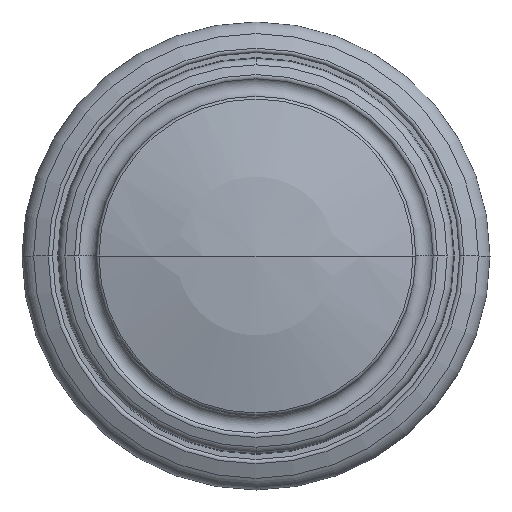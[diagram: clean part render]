
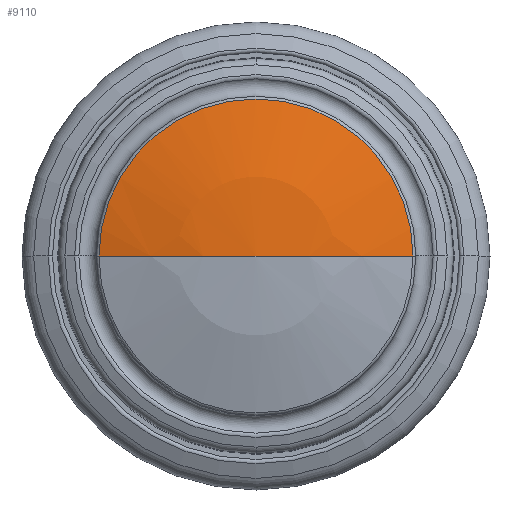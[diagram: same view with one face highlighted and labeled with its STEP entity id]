
A CAD part, front view. The second image highlights one B-rep face of the part: STEP entity #9110.
In plain terms, the highlighted spherical face has radius 25.543 mm.
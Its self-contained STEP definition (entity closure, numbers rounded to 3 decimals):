
#8660=CARTESIAN_POINT('',(29.164,-2.133,
0.));
#8670=VERTEX_POINT('',#8660);
#8700=CARTESIAN_POINT('',(36.88,-2.133,
0.));
#8710=DIRECTION('',(0.,-1.,0.));
#8720=DIRECTION('',(-1.,0.,0.));
#8730=AXIS2_PLACEMENT_3D('',#8700,#8710,#8720);
#8740=CIRCLE('',#8730,7.715);
#8750=CARTESIAN_POINT('',(44.595,-2.133,
0.));
#8760=VERTEX_POINT('',#8750);
#8910=CARTESIAN_POINT('',(36.88,22.217,
0.));
#8920=DIRECTION('',(0.,1.,0.));
#8930=DIRECTION('',(-1.,0.,0.));
#8940=AXIS2_PLACEMENT_3D('',#8910,#8920,#8930);
#8950=SPHERICAL_SURFACE('',#8940,25.543);
#8960=CARTESIAN_POINT('',(36.88,22.217,
0.));
#8970=DIRECTION('',(0.,0.,-1.));
#8980=DIRECTION('',(1.,-0.,0.));
#8990=AXIS2_PLACEMENT_3D('',#8960,#8970,#8980);
#9000=CIRCLE('',#8990,25.543);
#9010=CARTESIAN_POINT('',(36.88,-3.326,
0.));
#9020=VERTEX_POINT('',#9010);
#9030=EDGE_CURVE('',#9020,#8670,#9000,.T.);
#9040=ORIENTED_EDGE('',*,*,#9030,.F.);
#9050=EDGE_CURVE('',#8760,#8670,#8740,.T.);
#9060=ORIENTED_EDGE('',*,*,#9050,.T.);
#9070=EDGE_CURVE('',#8760,#9020,#9000,.T.);
#9080=ORIENTED_EDGE('',*,*,#9070,.F.);
#9090=EDGE_LOOP('',(#9080,#9060,#9040));
#9100=FACE_OUTER_BOUND('',#9090,.T.);
#9110=ADVANCED_FACE('',(#9100),#8950,.T.);
